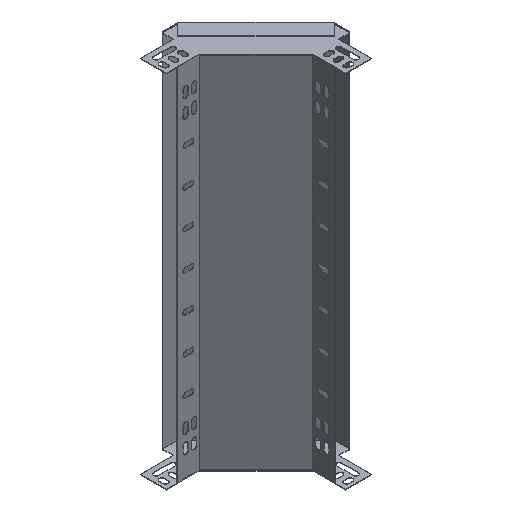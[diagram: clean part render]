
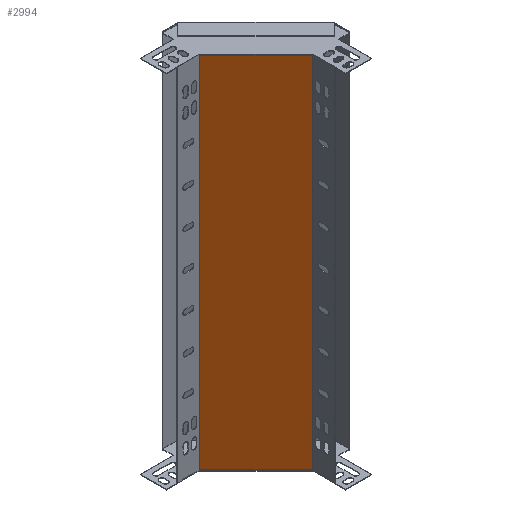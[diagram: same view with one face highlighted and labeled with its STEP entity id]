
A CAD part, isometric view. The second image highlights one B-rep face of the part: STEP entity #2994.
In plain terms, the highlighted planar face has unit normal (-0.707, -0.707, 0).
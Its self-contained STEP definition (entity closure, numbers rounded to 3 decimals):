
#76 = DIRECTION ( 'NONE',  ( -0.707, 0.707, 0. ) ) ;
#91 = DIRECTION ( 'NONE',  ( -0.707, -0.707, 0. ) ) ;
#102 = CARTESIAN_POINT ( 'NONE',  ( 27.976, -79.153, 369.829 ) ) ;
#334 = VERTEX_POINT ( 'NONE', #6397 ) ;
#515 = VECTOR ( 'NONE', #4808, 1000. ) ;
#579 = VECTOR ( 'NONE', #7943, 1000. ) ;
#716 = LINE ( 'NONE', #2547, #6029 ) ;
#724 = VERTEX_POINT ( 'NONE', #1026 ) ;
#775 = LINE ( 'NONE', #102, #4255 ) ;
#1026 = CARTESIAN_POINT ( 'NONE',  ( -50.86, -0.316, -128.171 ) ) ;
#1029 = CARTESIAN_POINT ( 'NONE',  ( -11.442, -39.734, 369.829 ) ) ;
#1264 = ORIENTED_EDGE ( 'NONE', *, *, #4558, .F. ) ;
#1313 = CARTESIAN_POINT ( 'NONE',  ( 27.979, -79.156, 369.829 ) ) ;
#1621 = EDGE_CURVE ( 'NONE', #6377, #7470, #716, .T. ) ;
#1629 = EDGE_CURVE ( 'NONE', #7470, #724, #2205, .T. ) ;
#1874 = ORIENTED_EDGE ( 'NONE', *, *, #4569, .F. ) ;
#1905 = CARTESIAN_POINT ( 'NONE',  ( -50.86, -0.316, 369.829 ) ) ;
#1975 = CARTESIAN_POINT ( 'NONE',  ( 27.979, -79.156, -128.171 ) ) ;
#1980 = ORIENTED_EDGE ( 'NONE', *, *, #4572, .T. ) ;
#2128 = AXIS2_PLACEMENT_3D ( 'NONE', #1313, #91, #4871 ) ;
#2205 = LINE ( 'NONE', #1905, #515 ) ;
#2270 = LINE ( 'NONE', #4886, #5891 ) ;
#2271 = ORIENTED_EDGE ( 'NONE', *, *, #1621, .T. ) ;
#2482 = ORIENTED_EDGE ( 'NONE', *, *, #1629, .T. ) ;
#2547 = CARTESIAN_POINT ( 'NONE',  ( -50.86, -0.316, 369.829 ) ) ;
#2580 = VERTEX_POINT ( 'NONE', #7022 ) ;
#2983 = ORIENTED_EDGE ( 'NONE', *, *, #4581, .T. ) ;
#2994 = ADVANCED_FACE ( 'NONE', ( #6437 ), #4145, .T. ) ;
#3267 = DIRECTION ( 'NONE',  ( -0.707, 0.707, 0. ) ) ;
#3707 = VERTEX_POINT ( 'NONE', #8313 ) ;
#4145 = PLANE ( 'NONE',  #2128 ) ;
#4160 = DIRECTION ( 'NONE',  ( 0., 0., -1. ) ) ;
#4255 = VECTOR ( 'NONE', #4160, 1000. ) ;
#4558 = EDGE_CURVE ( 'NONE', #2580, #334, #6425, .T. ) ;
#4569 = EDGE_CURVE ( 'NONE', #3707, #2580, #775, .T. ) ;
#4572 = EDGE_CURVE ( 'NONE', #3707, #6377, #6095, .T. ) ;
#4581 = EDGE_CURVE ( 'NONE', #724, #334, #2270, .T. ) ;
#4808 = DIRECTION ( 'NONE',  ( 0., 0., -1. ) ) ;
#4871 = DIRECTION ( 'NONE',  ( 0.707, -0.707, 0. ) ) ;
#4886 = CARTESIAN_POINT ( 'NONE',  ( 27.979, -79.156, -128.171 ) ) ;
#4925 = EDGE_LOOP ( 'NONE', ( #1264, #1874, #1980, #2271, #2482, #2983 ) ) ;
#5397 = CARTESIAN_POINT ( 'NONE',  ( -50.86, -0.316, 369.829 ) ) ;
#5891 = VECTOR ( 'NONE', #6225, 1000. ) ;
#6029 = VECTOR ( 'NONE', #3267, 1000. ) ;
#6095 = LINE ( 'NONE', #6203, #579 ) ;
#6203 = CARTESIAN_POINT ( 'NONE',  ( 27.979, -79.156, 369.829 ) ) ;
#6225 = DIRECTION ( 'NONE',  ( 0.707, -0.707, 0. ) ) ;
#6377 = VERTEX_POINT ( 'NONE', #1029 ) ;
#6397 = CARTESIAN_POINT ( 'NONE',  ( -11.442, -39.734, -128.171 ) ) ;
#6425 = LINE ( 'NONE', #1975, #7618 ) ;
#6437 = FACE_OUTER_BOUND ( 'NONE', #4925, .T. ) ;
#7022 = CARTESIAN_POINT ( 'NONE',  ( 27.976, -79.153, -128.171 ) ) ;
#7470 = VERTEX_POINT ( 'NONE', #5397 ) ;
#7618 = VECTOR ( 'NONE', #76, 1000. ) ;
#7943 = DIRECTION ( 'NONE',  ( -0.707, 0.707, 0. ) ) ;
#8313 = CARTESIAN_POINT ( 'NONE',  ( 27.976, -79.153, 369.829 ) ) ;
